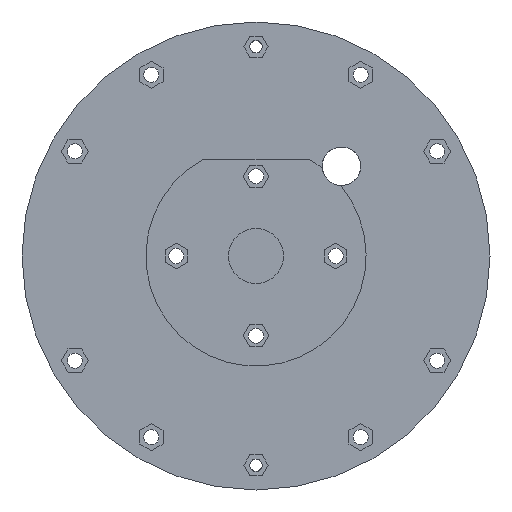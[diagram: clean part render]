
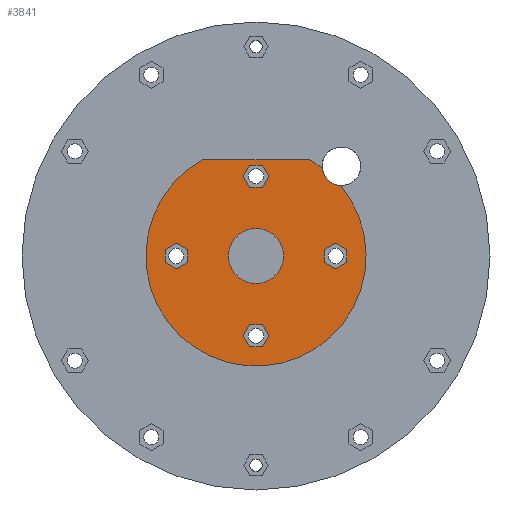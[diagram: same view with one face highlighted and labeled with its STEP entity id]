
A CAD part, front view. The second image highlights one B-rep face of the part: STEP entity #3841.
In plain terms, the highlighted planar face has unit normal (0, -1, 0).
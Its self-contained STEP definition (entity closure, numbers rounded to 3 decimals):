
#45=FACE_BOUND('',#619,.T.);
#46=FACE_BOUND('',#620,.T.);
#47=FACE_BOUND('',#621,.T.);
#48=FACE_BOUND('',#622,.T.);
#49=FACE_BOUND('',#623,.T.);
#220=PLANE('',#4180);
#372=FACE_OUTER_BOUND('',#618,.T.);
#618=EDGE_LOOP('',(#3216,#3217,#3218,#3219));
#619=EDGE_LOOP('',(#3220,#3221,#3222,#3223,#3224,#3225));
#620=EDGE_LOOP('',(#3226,#3227,#3228,#3229,#3230,#3231));
#621=EDGE_LOOP('',(#3232,#3233,#3234,#3235,#3236,#3237));
#622=EDGE_LOOP('',(#3238,#3239,#3240,#3241,#3242,#3243));
#623=EDGE_LOOP('',(#3244));
#763=LINE('',#5559,#1151);
#767=LINE('',#5567,#1155);
#770=LINE('',#5573,#1158);
#773=LINE('',#5579,#1161);
#776=LINE('',#5585,#1164);
#779=LINE('',#5590,#1167);
#781=LINE('',#5598,#1169);
#785=LINE('',#5606,#1173);
#788=LINE('',#5612,#1176);
#791=LINE('',#5618,#1179);
#794=LINE('',#5624,#1182);
#797=LINE('',#5629,#1185);
#799=LINE('',#5637,#1187);
#803=LINE('',#5645,#1191);
#806=LINE('',#5651,#1194);
#809=LINE('',#5657,#1197);
#812=LINE('',#5663,#1200);
#815=LINE('',#5668,#1203);
#817=LINE('',#5676,#1205);
#821=LINE('',#5684,#1209);
#824=LINE('',#5690,#1212);
#827=LINE('',#5696,#1215);
#830=LINE('',#5702,#1218);
#833=LINE('',#5707,#1221);
#1042=LINE('',#6269,#1430);
#1151=VECTOR('',#4429,10.);
#1155=VECTOR('',#4435,10.);
#1158=VECTOR('',#4440,10.);
#1161=VECTOR('',#4445,10.);
#1164=VECTOR('',#4450,10.);
#1167=VECTOR('',#4455,10.);
#1169=VECTOR('',#4463,10.);
#1173=VECTOR('',#4469,10.);
#1176=VECTOR('',#4474,10.);
#1179=VECTOR('',#4479,10.);
#1182=VECTOR('',#4484,10.);
#1185=VECTOR('',#4489,10.);
#1187=VECTOR('',#4497,10.);
#1191=VECTOR('',#4503,10.);
#1194=VECTOR('',#4508,10.);
#1197=VECTOR('',#4513,10.);
#1200=VECTOR('',#4518,10.);
#1203=VECTOR('',#4523,10.);
#1205=VECTOR('',#4531,10.);
#1209=VECTOR('',#4537,10.);
#1212=VECTOR('',#4542,10.);
#1215=VECTOR('',#4547,10.);
#1218=VECTOR('',#4552,10.);
#1221=VECTOR('',#4557,10.);
#1430=VECTOR('',#5078,10.);
#1616=CIRCLE('',#4178,7.);
#1618=CIRCLE('',#4181,40.);
#1619=CIRCLE('',#4182,40.);
#1620=CIRCLE('',#4183,10.);
#1714=VERTEX_POINT('',#5557);
#1715=VERTEX_POINT('',#5558);
#1718=VERTEX_POINT('',#5566);
#1720=VERTEX_POINT('',#5572);
#1722=VERTEX_POINT('',#5578);
#1724=VERTEX_POINT('',#5584);
#1727=VERTEX_POINT('',#5596);
#1728=VERTEX_POINT('',#5597);
#1731=VERTEX_POINT('',#5605);
#1733=VERTEX_POINT('',#5611);
#1735=VERTEX_POINT('',#5617);
#1737=VERTEX_POINT('',#5623);
#1740=VERTEX_POINT('',#5635);
#1741=VERTEX_POINT('',#5636);
#1744=VERTEX_POINT('',#5644);
#1746=VERTEX_POINT('',#5650);
#1748=VERTEX_POINT('',#5656);
#1750=VERTEX_POINT('',#5662);
#1753=VERTEX_POINT('',#5674);
#1754=VERTEX_POINT('',#5675);
#1757=VERTEX_POINT('',#5683);
#1759=VERTEX_POINT('',#5689);
#1761=VERTEX_POINT('',#5695);
#1763=VERTEX_POINT('',#5701);
#1957=VERTEX_POINT('',#6258);
#1958=VERTEX_POINT('',#6260);
#1960=VERTEX_POINT('',#6266);
#1961=VERTEX_POINT('',#6268);
#1962=VERTEX_POINT('',#6271);
#2080=EDGE_CURVE('',#1714,#1715,#763,.T.);
#2084=EDGE_CURVE('',#1715,#1718,#767,.T.);
#2087=EDGE_CURVE('',#1718,#1720,#770,.T.);
#2090=EDGE_CURVE('',#1720,#1722,#773,.T.);
#2093=EDGE_CURVE('',#1724,#1714,#776,.T.);
#2096=EDGE_CURVE('',#1722,#1724,#779,.T.);
#2099=EDGE_CURVE('',#1727,#1728,#781,.T.);
#2103=EDGE_CURVE('',#1728,#1731,#785,.T.);
#2106=EDGE_CURVE('',#1731,#1733,#788,.T.);
#2109=EDGE_CURVE('',#1733,#1735,#791,.T.);
#2112=EDGE_CURVE('',#1737,#1727,#794,.T.);
#2115=EDGE_CURVE('',#1735,#1737,#797,.T.);
#2118=EDGE_CURVE('',#1740,#1741,#799,.T.);
#2122=EDGE_CURVE('',#1741,#1744,#803,.T.);
#2125=EDGE_CURVE('',#1744,#1746,#806,.T.);
#2128=EDGE_CURVE('',#1746,#1748,#809,.T.);
#2131=EDGE_CURVE('',#1750,#1740,#812,.T.);
#2134=EDGE_CURVE('',#1748,#1750,#815,.T.);
#2137=EDGE_CURVE('',#1753,#1754,#817,.T.);
#2141=EDGE_CURVE('',#1754,#1757,#821,.T.);
#2144=EDGE_CURVE('',#1757,#1759,#824,.T.);
#2147=EDGE_CURVE('',#1759,#1761,#827,.T.);
#2150=EDGE_CURVE('',#1763,#1753,#830,.T.);
#2153=EDGE_CURVE('',#1761,#1763,#833,.T.);
#2424=EDGE_CURVE('',#1958,#1957,#1616,.T.);
#2427=EDGE_CURVE('',#1960,#1957,#1618,.T.);
#2428=EDGE_CURVE('',#1961,#1960,#1042,.T.);
#2429=EDGE_CURVE('',#1958,#1961,#1619,.T.);
#2430=EDGE_CURVE('',#1962,#1962,#1620,.T.);
#3216=ORIENTED_EDGE('',*,*,#2424,.T.);
#3217=ORIENTED_EDGE('',*,*,#2427,.F.);
#3218=ORIENTED_EDGE('',*,*,#2428,.F.);
#3219=ORIENTED_EDGE('',*,*,#2429,.F.);
#3220=ORIENTED_EDGE('',*,*,#2090,.T.);
#3221=ORIENTED_EDGE('',*,*,#2096,.T.);
#3222=ORIENTED_EDGE('',*,*,#2093,.T.);
#3223=ORIENTED_EDGE('',*,*,#2080,.T.);
#3224=ORIENTED_EDGE('',*,*,#2084,.T.);
#3225=ORIENTED_EDGE('',*,*,#2087,.T.);
#3226=ORIENTED_EDGE('',*,*,#2109,.T.);
#3227=ORIENTED_EDGE('',*,*,#2115,.T.);
#3228=ORIENTED_EDGE('',*,*,#2112,.T.);
#3229=ORIENTED_EDGE('',*,*,#2099,.T.);
#3230=ORIENTED_EDGE('',*,*,#2103,.T.);
#3231=ORIENTED_EDGE('',*,*,#2106,.T.);
#3232=ORIENTED_EDGE('',*,*,#2128,.T.);
#3233=ORIENTED_EDGE('',*,*,#2134,.T.);
#3234=ORIENTED_EDGE('',*,*,#2131,.T.);
#3235=ORIENTED_EDGE('',*,*,#2118,.T.);
#3236=ORIENTED_EDGE('',*,*,#2122,.T.);
#3237=ORIENTED_EDGE('',*,*,#2125,.T.);
#3238=ORIENTED_EDGE('',*,*,#2147,.T.);
#3239=ORIENTED_EDGE('',*,*,#2153,.T.);
#3240=ORIENTED_EDGE('',*,*,#2150,.T.);
#3241=ORIENTED_EDGE('',*,*,#2137,.T.);
#3242=ORIENTED_EDGE('',*,*,#2141,.T.);
#3243=ORIENTED_EDGE('',*,*,#2144,.T.);
#3244=ORIENTED_EDGE('',*,*,#2430,.F.);
#3841=ADVANCED_FACE('',(#372,#45,#46,#47,#48,#49),#220,.T.);
#4178=AXIS2_PLACEMENT_3D('',#6261,#5069,#5070);
#4180=AXIS2_PLACEMENT_3D('',#6265,#5074,#5075);
#4181=AXIS2_PLACEMENT_3D('',#6267,#5076,#5077);
#4182=AXIS2_PLACEMENT_3D('',#6270,#5079,#5080);
#4183=AXIS2_PLACEMENT_3D('',#6272,#5081,#5082);
#4429=DIRECTION('',(1.,0.,0.));
#4435=DIRECTION('',(0.5,0.,-0.866));
#4440=DIRECTION('',(-0.5,0.,-0.866));
#4445=DIRECTION('',(-1.,0.,0.));
#4450=DIRECTION('',(0.5,0.,0.866));
#4455=DIRECTION('',(-0.5,0.,0.866));
#4463=DIRECTION('',(0.,0.,-1.));
#4469=DIRECTION('',(-0.866,0.,-0.5));
#4474=DIRECTION('',(-0.866,0.,0.5));
#4479=DIRECTION('',(0.,0.,1.));
#4484=DIRECTION('',(0.866,0.,-0.5));
#4489=DIRECTION('',(0.866,0.,0.5));
#4497=DIRECTION('',(0.,0.,1.));
#4503=DIRECTION('',(0.866,0.,0.5));
#4508=DIRECTION('',(0.866,0.,-0.5));
#4513=DIRECTION('',(0.,0.,-1.));
#4518=DIRECTION('',(-0.866,0.,0.5));
#4523=DIRECTION('',(-0.866,0.,-0.5));
#4531=DIRECTION('',(0.5,0.,0.866));
#4537=DIRECTION('',(1.,0.,0.));
#4542=DIRECTION('',(0.5,0.,-0.866));
#4547=DIRECTION('',(-0.5,0.,-0.866));
#4552=DIRECTION('',(-0.5,0.,0.866));
#4557=DIRECTION('',(-1.,0.,0.));
#5069=DIRECTION('center_axis',(0.,1.,0.));
#5070=DIRECTION('ref_axis',(1.,0.,0.));
#5074=DIRECTION('center_axis',(0.,-1.,0.));
#5075=DIRECTION('ref_axis',(0.,0.,-1.));
#5076=DIRECTION('center_axis',(0.,1.,0.));
#5077=DIRECTION('ref_axis',(-0.484,0.,0.875));
#5078=DIRECTION('',(1.,0.,0.));
#5079=DIRECTION('center_axis',(0.,1.,0.));
#5080=DIRECTION('ref_axis',(-0.484,0.,0.875));
#5081=DIRECTION('center_axis',(0.,-1.,0.));
#5082=DIRECTION('ref_axis',(-1.,0.,0.));
#5557=CARTESIAN_POINT('',(-2.317,1.5,33.013));
#5558=CARTESIAN_POINT('',(2.317,1.5,33.013));
#5559=CARTESIAN_POINT('',(-1.158,1.5,33.013));
#5566=CARTESIAN_POINT('',(4.633,1.5,29.));
#5567=CARTESIAN_POINT('',(9.716,1.5,20.197));
#5572=CARTESIAN_POINT('',(2.317,1.5,24.988));
#5573=CARTESIAN_POINT('',(-2.766,1.5,16.184));
#5578=CARTESIAN_POINT('',(-2.317,1.5,24.988));
#5579=CARTESIAN_POINT('',(1.158,1.5,24.988));
#5584=CARTESIAN_POINT('',(-4.633,1.5,29.));
#5585=CARTESIAN_POINT('',(-10.874,1.5,18.191));
#5590=CARTESIAN_POINT('',(3.924,1.5,14.178));
#5596=CARTESIAN_POINT('',(33.013,1.5,2.317));
#5597=CARTESIAN_POINT('',(33.013,1.5,-2.317));
#5598=CARTESIAN_POINT('',(33.013,1.5,-0.092));
#5605=CARTESIAN_POINT('',(29.,1.5,-4.633));
#5606=CARTESIAN_POINT('',(20.593,1.5,-9.487));
#5611=CARTESIAN_POINT('',(24.988,1.5,-2.317));
#5612=CARTESIAN_POINT('',(17.663,1.5,1.912));
#5617=CARTESIAN_POINT('',(24.988,1.5,2.317));
#5618=CARTESIAN_POINT('',(24.988,1.5,-2.408));
#5623=CARTESIAN_POINT('',(29.,1.5,4.633));
#5624=CARTESIAN_POINT('',(19.669,1.5,10.02));
#5629=CARTESIAN_POINT('',(14.574,1.5,-3.695));
#5635=CARTESIAN_POINT('',(-33.013,1.5,-2.317));
#5636=CARTESIAN_POINT('',(-33.013,1.5,2.317));
#5637=CARTESIAN_POINT('',(-33.013,1.5,-2.408));
#5644=CARTESIAN_POINT('',(-29.,1.5,4.633));
#5645=CARTESIAN_POINT('',(-21.676,1.5,8.862));
#5650=CARTESIAN_POINT('',(-24.988,1.5,2.317));
#5651=CARTESIAN_POINT('',(-16.581,1.5,-2.537));
#5656=CARTESIAN_POINT('',(-24.988,1.5,-2.317));
#5657=CARTESIAN_POINT('',(-24.988,1.5,-0.092));
#5662=CARTESIAN_POINT('',(-29.,1.5,-4.633));
#5663=CARTESIAN_POINT('',(-18.587,1.5,-10.645));
#5668=CARTESIAN_POINT('',(-15.657,1.5,3.07));
#5674=CARTESIAN_POINT('',(-4.633,1.5,-29.));
#5675=CARTESIAN_POINT('',(-2.317,1.5,-24.988));
#5676=CARTESIAN_POINT('',(1.683,1.5,-18.059));
#5683=CARTESIAN_POINT('',(2.317,1.5,-24.988));
#5684=CARTESIAN_POINT('',(-1.158,1.5,-24.988));
#5689=CARTESIAN_POINT('',(4.633,1.5,-29.));
#5690=CARTESIAN_POINT('',(-2.842,1.5,-16.053));
#5695=CARTESIAN_POINT('',(2.317,1.5,-33.013));
#5696=CARTESIAN_POINT('',(9.791,1.5,-20.066));
#5701=CARTESIAN_POINT('',(-2.317,1.5,-33.013));
#5702=CARTESIAN_POINT('',(-8.633,1.5,-22.072));
#5707=CARTESIAN_POINT('',(1.158,1.5,-33.013));
#6258=CARTESIAN_POINT('',(24.057,1.5,31.957));
#6260=CARTESIAN_POINT('',(30.736,1.5,25.598));
#6261=CARTESIAN_POINT('Origin',(31.028,1.5,32.592));
#6265=CARTESIAN_POINT('Origin',(0.,1.5,-2.5));
#6266=CARTESIAN_POINT('',(19.365,1.5,35.));
#6267=CARTESIAN_POINT('Origin',(0.,1.5,0.));
#6268=CARTESIAN_POINT('',(-19.365,1.5,35.));
#6269=CARTESIAN_POINT('',(19.365,1.5,35.));
#6270=CARTESIAN_POINT('Origin',(0.,1.5,0.));
#6271=CARTESIAN_POINT('',(-10.,1.5,0.));
#6272=CARTESIAN_POINT('Origin',(0.,1.5,0.));
